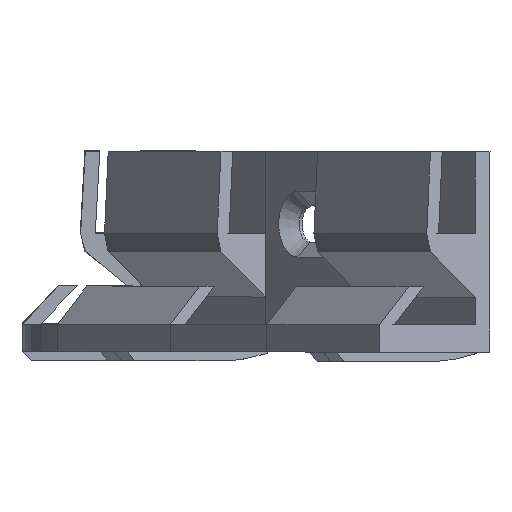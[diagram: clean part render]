
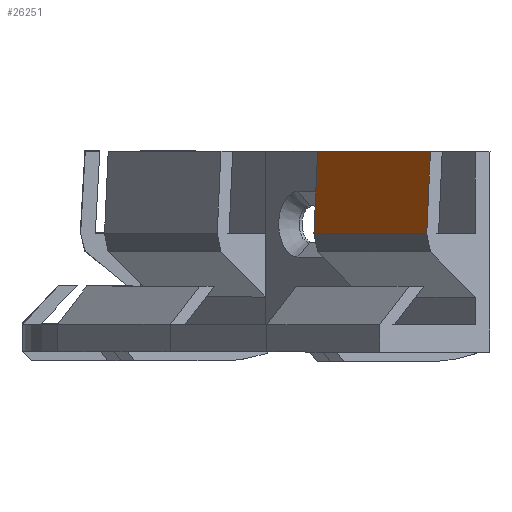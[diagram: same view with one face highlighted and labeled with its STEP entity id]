
A CAD part, left-side view. The second image highlights one B-rep face of the part: STEP entity #26251.
In plain terms, the highlighted face is planar.
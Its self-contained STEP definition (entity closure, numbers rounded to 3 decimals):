
#24356 = PLANE('',#24357);
#24357 = AXIS2_PLACEMENT_3D('',#24358,#24359,#24360);
#24358 = CARTESIAN_POINT('',(-10.5,5.766,9.503));
#24359 = DIRECTION('',(-1.,0.,0.));
#24360 = DIRECTION('',(0.,0.,1.));
#24790 = PLANE('',#24791);
#24791 = AXIS2_PLACEMENT_3D('',#24792,#24793,#24794);
#24792 = CARTESIAN_POINT('',(10.5,5.766,9.503));
#24793 = DIRECTION('',(-1.,0.,0.));
#24794 = DIRECTION('',(0.,0.,1.));
#25050 = VERTEX_POINT('',#25051);
#25051 = CARTESIAN_POINT('',(-10.5,8.1,22.));
#25065 = PLANE('',#25066);
#25066 = AXIS2_PLACEMENT_3D('',#25067,#25068,#25069);
#25067 = CARTESIAN_POINT('',(0.,6.5,22.));
#25068 = DIRECTION('',(0.,0.,-1.));
#25069 = DIRECTION('',(0.,1.,0.));
#25077 = EDGE_CURVE('',#25050,#25078,#25080,.T.);
#25078 = VERTEX_POINT('',#25079);
#25079 = CARTESIAN_POINT('',(-10.5,8.6,13.));
#25080 = SURFACE_CURVE('',#25081,(#25085,#25092),.PCURVE_S1.);
#25081 = LINE('',#25082,#25083);
#25082 = CARTESIAN_POINT('',(-10.5,8.1,22.));
#25083 = VECTOR('',#25084,1.);
#25084 = DIRECTION('',(0.,0.055,-0.998));
#25085 = PCURVE('',#24356,#25086);
#25086 = DEFINITIONAL_REPRESENTATION('',(#25087),#25091);
#25087 = LINE('',#25088,#25089);
#25088 = CARTESIAN_POINT('',(12.497,2.334));
#25089 = VECTOR('',#25090,1.);
#25090 = DIRECTION('',(-0.998,0.055));
#25091 = ( GEOMETRIC_REPRESENTATION_CONTEXT(2) 
PARAMETRIC_REPRESENTATION_CONTEXT() REPRESENTATION_CONTEXT('2D SPACE',''
  ) );
#25092 = PCURVE('',#25093,#25098);
#25093 = PLANE('',#25094);
#25094 = AXIS2_PLACEMENT_3D('',#25095,#25096,#25097);
#25095 = CARTESIAN_POINT('',(0.,8.1,22.));
#25096 = DIRECTION('',(-0.,-0.998,-0.055));
#25097 = DIRECTION('',(0.,0.055,-0.998));
#25098 = DEFINITIONAL_REPRESENTATION('',(#25099),#25103);
#25099 = LINE('',#25100,#25101);
#25100 = CARTESIAN_POINT('',(0.,-10.5));
#25101 = VECTOR('',#25102,1.);
#25102 = DIRECTION('',(1.,0.));
#25103 = ( GEOMETRIC_REPRESENTATION_CONTEXT(2) 
PARAMETRIC_REPRESENTATION_CONTEXT() REPRESENTATION_CONTEXT('2D SPACE',''
  ) );
#25121 = PLANE('',#25122);
#25122 = AXIS2_PLACEMENT_3D('',#25123,#25124,#25125);
#25123 = CARTESIAN_POINT('',(0.,8.6,13.));
#25124 = DIRECTION('',(0.,-0.97,0.243));
#25125 = DIRECTION('',(-0.,-0.243,-0.97));
#25896 = VERTEX_POINT('',#25897);
#25897 = CARTESIAN_POINT('',(10.5,8.1,22.));
#25918 = EDGE_CURVE('',#25896,#25919,#25921,.T.);
#25919 = VERTEX_POINT('',#25920);
#25920 = CARTESIAN_POINT('',(10.5,8.6,13.));
#25921 = SURFACE_CURVE('',#25922,(#25926,#25933),.PCURVE_S1.);
#25922 = LINE('',#25923,#25924);
#25923 = CARTESIAN_POINT('',(10.5,8.1,22.));
#25924 = VECTOR('',#25925,1.);
#25925 = DIRECTION('',(0.,0.055,-0.998));
#25926 = PCURVE('',#24790,#25927);
#25927 = DEFINITIONAL_REPRESENTATION('',(#25928),#25932);
#25928 = LINE('',#25929,#25930);
#25929 = CARTESIAN_POINT('',(12.497,2.334));
#25930 = VECTOR('',#25931,1.);
#25931 = DIRECTION('',(-0.998,0.055));
#25932 = ( GEOMETRIC_REPRESENTATION_CONTEXT(2) 
PARAMETRIC_REPRESENTATION_CONTEXT() REPRESENTATION_CONTEXT('2D SPACE',''
  ) );
#25933 = PCURVE('',#25093,#25934);
#25934 = DEFINITIONAL_REPRESENTATION('',(#25935),#25939);
#25935 = LINE('',#25936,#25937);
#25936 = CARTESIAN_POINT('',(0.,10.5));
#25937 = VECTOR('',#25938,1.);
#25938 = DIRECTION('',(1.,0.));
#25939 = ( GEOMETRIC_REPRESENTATION_CONTEXT(2) 
PARAMETRIC_REPRESENTATION_CONTEXT() REPRESENTATION_CONTEXT('2D SPACE',''
  ) );
#26229 = EDGE_CURVE('',#25896,#25050,#26230,.T.);
#26230 = SURFACE_CURVE('',#26231,(#26235,#26242),.PCURVE_S1.);
#26231 = LINE('',#26232,#26233);
#26232 = CARTESIAN_POINT('',(10.5,8.1,22.));
#26233 = VECTOR('',#26234,1.);
#26234 = DIRECTION('',(-1.,0.,0.));
#26235 = PCURVE('',#25065,#26236);
#26236 = DEFINITIONAL_REPRESENTATION('',(#26237),#26241);
#26237 = LINE('',#26238,#26239);
#26238 = CARTESIAN_POINT('',(1.6,10.5));
#26239 = VECTOR('',#26240,1.);
#26240 = DIRECTION('',(0.,-1.));
#26241 = ( GEOMETRIC_REPRESENTATION_CONTEXT(2) 
PARAMETRIC_REPRESENTATION_CONTEXT() REPRESENTATION_CONTEXT('2D SPACE',''
  ) );
#26242 = PCURVE('',#25093,#26243);
#26243 = DEFINITIONAL_REPRESENTATION('',(#26244),#26248);
#26244 = LINE('',#26245,#26246);
#26245 = CARTESIAN_POINT('',(0.,10.5));
#26246 = VECTOR('',#26247,1.);
#26247 = DIRECTION('',(0.,-1.));
#26248 = ( GEOMETRIC_REPRESENTATION_CONTEXT(2) 
PARAMETRIC_REPRESENTATION_CONTEXT() REPRESENTATION_CONTEXT('2D SPACE',''
  ) );
#26251 = ADVANCED_FACE('',(#26252),#25093,.F.);
#26252 = FACE_BOUND('',#26253,.F.);
#26253 = EDGE_LOOP('',(#26254,#26255,#26276,#26277));
#26254 = ORIENTED_EDGE('',*,*,#25077,.T.);
#26255 = ORIENTED_EDGE('',*,*,#26256,.F.);
#26256 = EDGE_CURVE('',#25919,#25078,#26257,.T.);
#26257 = SURFACE_CURVE('',#26258,(#26262,#26269),.PCURVE_S1.);
#26258 = LINE('',#26259,#26260);
#26259 = CARTESIAN_POINT('',(10.5,8.6,13.));
#26260 = VECTOR('',#26261,1.);
#26261 = DIRECTION('',(-1.,0.,0.));
#26262 = PCURVE('',#25093,#26263);
#26263 = DEFINITIONAL_REPRESENTATION('',(#26264),#26268);
#26264 = LINE('',#26265,#26266);
#26265 = CARTESIAN_POINT('',(9.014,10.5));
#26266 = VECTOR('',#26267,1.);
#26267 = DIRECTION('',(0.,-1.));
#26268 = ( GEOMETRIC_REPRESENTATION_CONTEXT(2) 
PARAMETRIC_REPRESENTATION_CONTEXT() REPRESENTATION_CONTEXT('2D SPACE',''
  ) );
#26269 = PCURVE('',#25121,#26270);
#26270 = DEFINITIONAL_REPRESENTATION('',(#26271),#26275);
#26271 = LINE('',#26272,#26273);
#26272 = CARTESIAN_POINT('',(-0.,10.5));
#26273 = VECTOR('',#26274,1.);
#26274 = DIRECTION('',(0.,-1.));
#26275 = ( GEOMETRIC_REPRESENTATION_CONTEXT(2) 
PARAMETRIC_REPRESENTATION_CONTEXT() REPRESENTATION_CONTEXT('2D SPACE',''
  ) );
#26276 = ORIENTED_EDGE('',*,*,#25918,.F.);
#26277 = ORIENTED_EDGE('',*,*,#26229,.T.);
